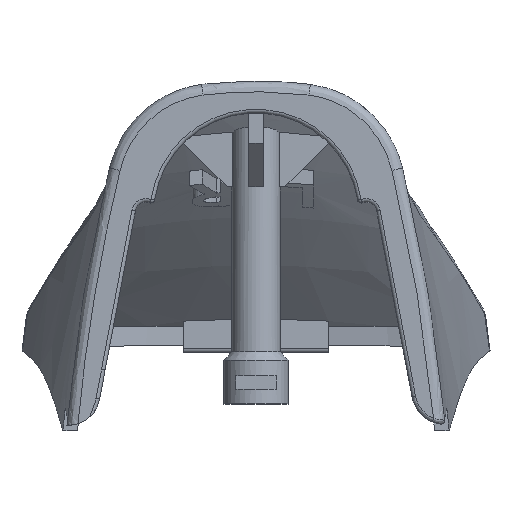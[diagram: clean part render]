
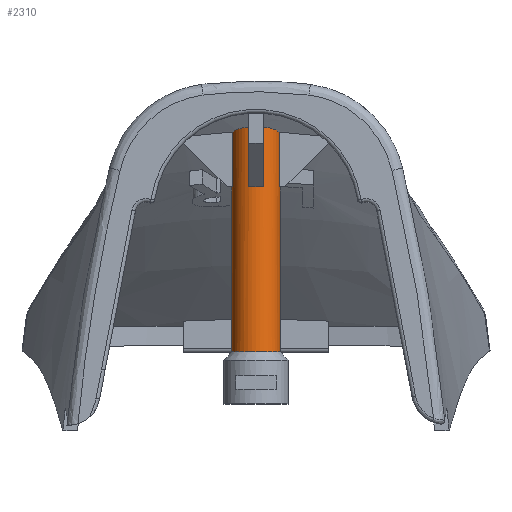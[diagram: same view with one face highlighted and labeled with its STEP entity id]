
A CAD part, top view. The second image highlights one B-rep face of the part: STEP entity #2310.
In plain terms, the highlighted cylindrical face has radius 3.35 mm (diameter 6.7 mm), a full revolution.
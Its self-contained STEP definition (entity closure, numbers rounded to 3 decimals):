
#152=FACE_BOUND('',#308,.T.);
#165=FACE_OUTER_BOUND('',#307,.T.);
#307=EDGE_LOOP('',(#1554,#1555,#1556,#1557,#1558,#1559,#1560,#1561,#1562,
#1563,#1564,#1565,#1566,#1567,#1568,#1569));
#308=EDGE_LOOP('',(#1570));
#462=B_SPLINE_CURVE_WITH_KNOTS('',3,(#3213,#3214,#3215,#3216,#3217,#3218,
#3219,#3220,#3221,#3222),.UNSPECIFIED.,.F.,.F.,(4,2,2,2,4),(-0.329,
-0.251,-0.165,-0.074,0.),
 .UNSPECIFIED.);
#463=B_SPLINE_CURVE_WITH_KNOTS('',3,(#3230,#3231,#3232,#3233,#3234,#3235,
#3236,#3237,#3238,#3239),.UNSPECIFIED.,.F.,.F.,(4,2,2,2,4),(-0.331,
-0.25,-0.166,-0.08,0.),
 .UNSPECIFIED.);
#464=B_SPLINE_CURVE_WITH_KNOTS('',3,(#3247,#3248,#3249,#3250,#3251,#3252,
#3253,#3254,#3255,#3256),.UNSPECIFIED.,.F.,.F.,(4,2,2,2,4),(-0.331,
-0.251,-0.166,-0.082,0.),
 .UNSPECIFIED.);
#465=B_SPLINE_CURVE_WITH_KNOTS('',3,(#3264,#3265,#3266,#3267,#3268,#3269,
#3270,#3271,#3272,#3273),.UNSPECIFIED.,.F.,.F.,(4,2,2,2,4),(-0.329,
-0.255,-0.165,-0.079,0.),
 .UNSPECIFIED.);
#581=LINE('',#3211,#718);
#582=LINE('',#3224,#719);
#583=LINE('',#3228,#720);
#584=LINE('',#3241,#721);
#585=LINE('',#3245,#722);
#586=LINE('',#3258,#723);
#587=LINE('',#3262,#724);
#588=LINE('',#3274,#725);
#718=VECTOR('',#2664,1000.);
#719=VECTOR('',#2665,1000.);
#720=VECTOR('',#2668,1000.);
#721=VECTOR('',#2669,1000.);
#722=VECTOR('',#2672,1000.);
#723=VECTOR('',#2673,1000.);
#724=VECTOR('',#2676,1000.);
#725=VECTOR('',#2677,1000.);
#855=CIRCLE('',#2455,3.35);
#856=CIRCLE('',#2456,3.35);
#857=CIRCLE('',#2457,3.35);
#858=CIRCLE('',#2458,3.35);
#859=CIRCLE('',#2459,3.35);
#949=VERTEX_POINT('',#3207);
#950=VERTEX_POINT('',#3208);
#951=VERTEX_POINT('',#3210);
#952=VERTEX_POINT('',#3212);
#953=VERTEX_POINT('',#3223);
#954=VERTEX_POINT('',#3225);
#955=VERTEX_POINT('',#3227);
#956=VERTEX_POINT('',#3229);
#957=VERTEX_POINT('',#3240);
#958=VERTEX_POINT('',#3242);
#959=VERTEX_POINT('',#3244);
#960=VERTEX_POINT('',#3246);
#961=VERTEX_POINT('',#3257);
#962=VERTEX_POINT('',#3259);
#963=VERTEX_POINT('',#3261);
#964=VERTEX_POINT('',#3263);
#965=VERTEX_POINT('',#3275);
#1187=EDGE_CURVE('',#949,#950,#855,.T.);
#1188=EDGE_CURVE('',#951,#949,#581,.T.);
#1189=EDGE_CURVE('',#951,#952,#462,.T.);
#1190=EDGE_CURVE('',#952,#953,#582,.T.);
#1191=EDGE_CURVE('',#954,#953,#856,.T.);
#1192=EDGE_CURVE('',#955,#954,#583,.T.);
#1193=EDGE_CURVE('',#955,#956,#463,.T.);
#1194=EDGE_CURVE('',#957,#956,#584,.T.);
#1195=EDGE_CURVE('',#958,#957,#857,.T.);
#1196=EDGE_CURVE('',#958,#959,#585,.T.);
#1197=EDGE_CURVE('',#959,#960,#464,.T.);
#1198=EDGE_CURVE('',#961,#960,#586,.T.);
#1199=EDGE_CURVE('',#962,#961,#858,.T.);
#1200=EDGE_CURVE('',#962,#963,#587,.T.);
#1201=EDGE_CURVE('',#963,#964,#465,.T.);
#1202=EDGE_CURVE('',#964,#950,#588,.T.);
#1203=EDGE_CURVE('',#965,#965,#859,.T.);
#1554=ORIENTED_EDGE('',*,*,#1187,.F.);
#1555=ORIENTED_EDGE('',*,*,#1188,.F.);
#1556=ORIENTED_EDGE('',*,*,#1189,.T.);
#1557=ORIENTED_EDGE('',*,*,#1190,.T.);
#1558=ORIENTED_EDGE('',*,*,#1191,.F.);
#1559=ORIENTED_EDGE('',*,*,#1192,.F.);
#1560=ORIENTED_EDGE('',*,*,#1193,.T.);
#1561=ORIENTED_EDGE('',*,*,#1194,.F.);
#1562=ORIENTED_EDGE('',*,*,#1195,.F.);
#1563=ORIENTED_EDGE('',*,*,#1196,.T.);
#1564=ORIENTED_EDGE('',*,*,#1197,.T.);
#1565=ORIENTED_EDGE('',*,*,#1198,.F.);
#1566=ORIENTED_EDGE('',*,*,#1199,.F.);
#1567=ORIENTED_EDGE('',*,*,#1200,.T.);
#1568=ORIENTED_EDGE('',*,*,#1201,.T.);
#1569=ORIENTED_EDGE('',*,*,#1202,.T.);
#1570=ORIENTED_EDGE('',*,*,#1203,.T.);
#2288=CYLINDRICAL_SURFACE('',#2454,3.35);
#2310=ADVANCED_FACE('',(#165,#152),#2288,.T.);
#2454=AXIS2_PLACEMENT_3D('',#3206,#2660,#2661);
#2455=AXIS2_PLACEMENT_3D('',#3209,#2662,#2663);
#2456=AXIS2_PLACEMENT_3D('',#3226,#2666,#2667);
#2457=AXIS2_PLACEMENT_3D('',#3243,#2670,#2671);
#2458=AXIS2_PLACEMENT_3D('',#3260,#2674,#2675);
#2459=AXIS2_PLACEMENT_3D('',#3276,#2678,#2679);
#2660=DIRECTION('center_axis',(0.,-1.,0.));
#2661=DIRECTION('ref_axis',(0.,0.,-1.));
#2662=DIRECTION('center_axis',(0.,1.,0.));
#2663=DIRECTION('ref_axis',(0.,0.,-1.));
#2664=DIRECTION('',(0.,-1.,0.));
#2665=DIRECTION('',(0.,-1.,0.));
#2666=DIRECTION('center_axis',(0.,1.,0.));
#2667=DIRECTION('ref_axis',(0.,0.,-1.));
#2668=DIRECTION('',(0.,-1.,0.));
#2669=DIRECTION('',(0.,1.,0.));
#2670=DIRECTION('center_axis',(0.,1.,0.));
#2671=DIRECTION('ref_axis',(0.,0.,-1.));
#2672=DIRECTION('',(0.,1.,0.));
#2673=DIRECTION('',(0.,1.,0.));
#2674=DIRECTION('center_axis',(0.,1.,0.));
#2675=DIRECTION('ref_axis',(0.,0.,-1.));
#2676=DIRECTION('',(0.,1.,0.));
#2677=DIRECTION('',(0.,-1.,0.));
#2678=DIRECTION('center_axis',(0.,1.,0.));
#2679=DIRECTION('ref_axis',(0.,0.,-1.));
#3206=CARTESIAN_POINT('Origin',(30.,500000.,-55.));
#3207=CARTESIAN_POINT('',(31.,-103.868,-58.197));
#3208=CARTESIAN_POINT('',(29.,-103.868,-58.197));
#3209=CARTESIAN_POINT('Origin',(30.,-103.868,-55.));
#3210=CARTESIAN_POINT('',(31.,-97.465,-58.197));
#3211=CARTESIAN_POINT('',(31.,500000.,-58.197));
#3212=CARTESIAN_POINT('',(33.197,-96.876,-56.));
#3213=CARTESIAN_POINT('Ctrl Pts',(31.,-97.465,-58.197));
#3214=CARTESIAN_POINT('Ctrl Pts',(31.249,-97.446,-58.12));
#3215=CARTESIAN_POINT('Ctrl Pts',(31.487,-97.419,-58.013));
#3216=CARTESIAN_POINT('Ctrl Pts',(31.955,-97.347,-57.735));
#3217=CARTESIAN_POINT('Ctrl Pts',(32.18,-97.301,-57.559));
#3218=CARTESIAN_POINT('Ctrl Pts',(32.589,-97.192,-57.147));
#3219=CARTESIAN_POINT('Ctrl Pts',(32.768,-97.128,-56.91));
#3220=CARTESIAN_POINT('Ctrl Pts',(33.031,-97.001,-56.446));
#3221=CARTESIAN_POINT('Ctrl Pts',(33.126,-96.94,-56.227));
#3222=CARTESIAN_POINT('Ctrl Pts',(33.197,-96.876,-56.));
#3223=CARTESIAN_POINT('',(33.197,-103.868,-56.));
#3224=CARTESIAN_POINT('',(33.197,500000.,-56.));
#3225=CARTESIAN_POINT('',(33.197,-103.868,-54.));
#3226=CARTESIAN_POINT('Origin',(30.,-103.868,-55.));
#3227=CARTESIAN_POINT('',(33.197,-96.289,-54.));
#3228=CARTESIAN_POINT('',(33.197,500000.,-54.));
#3229=CARTESIAN_POINT('',(31.,-95.585,-51.803));
#3230=CARTESIAN_POINT('Ctrl Pts',(33.197,-96.289,-54.));
#3231=CARTESIAN_POINT('Ctrl Pts',(33.12,-96.213,-53.752));
#3232=CARTESIAN_POINT('Ctrl Pts',(33.013,-96.139,-53.512));
#3233=CARTESIAN_POINT('Ctrl Pts',(32.74,-95.995,-53.054));
#3234=CARTESIAN_POINT('Ctrl Pts',(32.573,-95.925,-52.837));
#3235=CARTESIAN_POINT('Ctrl Pts',(32.184,-95.798,-52.444));
#3236=CARTESIAN_POINT('Ctrl Pts',(31.962,-95.741,-52.27));
#3237=CARTESIAN_POINT('Ctrl Pts',(31.494,-95.648,-51.99));
#3238=CARTESIAN_POINT('Ctrl Pts',(31.253,-95.611,-51.882));
#3239=CARTESIAN_POINT('Ctrl Pts',(31.,-95.585,-51.803));
#3240=CARTESIAN_POINT('',(31.,-103.868,-51.803));
#3241=CARTESIAN_POINT('',(31.,500000.,-51.803));
#3242=CARTESIAN_POINT('',(29.,-103.868,-51.803));
#3243=CARTESIAN_POINT('Origin',(30.,-103.868,-55.));
#3244=CARTESIAN_POINT('',(29.,-95.58,-51.803));
#3245=CARTESIAN_POINT('',(29.,500000.,-51.803));
#3246=CARTESIAN_POINT('',(26.803,-96.272,-54.));
#3247=CARTESIAN_POINT('Ctrl Pts',(29.,-95.58,-51.803));
#3248=CARTESIAN_POINT('Ctrl Pts',(28.745,-95.606,-51.882));
#3249=CARTESIAN_POINT('Ctrl Pts',(28.502,-95.642,-51.992));
#3250=CARTESIAN_POINT('Ctrl Pts',(28.035,-95.732,-52.272));
#3251=CARTESIAN_POINT('Ctrl Pts',(27.816,-95.788,-52.445));
#3252=CARTESIAN_POINT('Ctrl Pts',(27.429,-95.912,-52.835));
#3253=CARTESIAN_POINT('Ctrl Pts',(27.262,-95.98,-53.051));
#3254=CARTESIAN_POINT('Ctrl Pts',(26.988,-96.122,-53.509));
#3255=CARTESIAN_POINT('Ctrl Pts',(26.881,-96.197,-53.75));
#3256=CARTESIAN_POINT('Ctrl Pts',(26.803,-96.272,-54.));
#3257=CARTESIAN_POINT('',(26.803,-103.868,-54.));
#3258=CARTESIAN_POINT('',(26.803,500000.,-54.));
#3259=CARTESIAN_POINT('',(26.803,-103.868,-56.));
#3260=CARTESIAN_POINT('Origin',(30.,-103.868,-55.));
#3261=CARTESIAN_POINT('',(26.803,-96.859,-56.));
#3262=CARTESIAN_POINT('',(26.803,500000.,-56.));
#3263=CARTESIAN_POINT('',(29.,-97.461,-58.197));
#3264=CARTESIAN_POINT('Ctrl Pts',(26.803,-96.859,-56.));
#3265=CARTESIAN_POINT('Ctrl Pts',(26.874,-96.924,-56.229));
#3266=CARTESIAN_POINT('Ctrl Pts',(26.97,-96.986,-56.45));
#3267=CARTESIAN_POINT('Ctrl Pts',(27.235,-97.114,-56.914));
#3268=CARTESIAN_POINT('Ctrl Pts',(27.414,-97.179,-57.15));
#3269=CARTESIAN_POINT('Ctrl Pts',(27.82,-97.29,-57.559));
#3270=CARTESIAN_POINT('Ctrl Pts',(28.042,-97.336,-57.733));
#3271=CARTESIAN_POINT('Ctrl Pts',(28.51,-97.411,-58.012));
#3272=CARTESIAN_POINT('Ctrl Pts',(28.749,-97.44,-58.119));
#3273=CARTESIAN_POINT('Ctrl Pts',(29.,-97.461,-58.197));
#3274=CARTESIAN_POINT('',(29.,500000.,-58.197));
#3275=CARTESIAN_POINT('',(30.,-126.668,-58.35));
#3276=CARTESIAN_POINT('Origin',(30.,-126.668,-55.));
